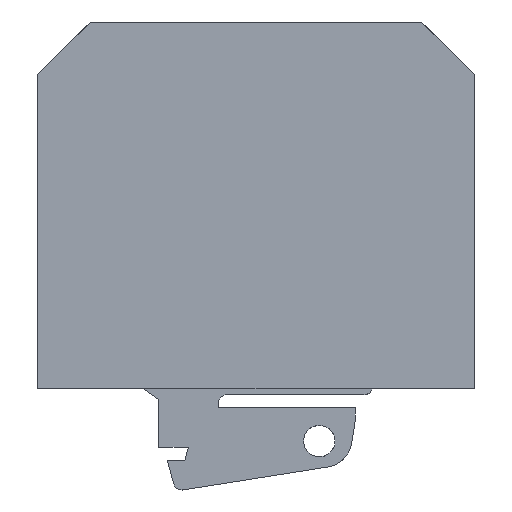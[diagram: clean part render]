
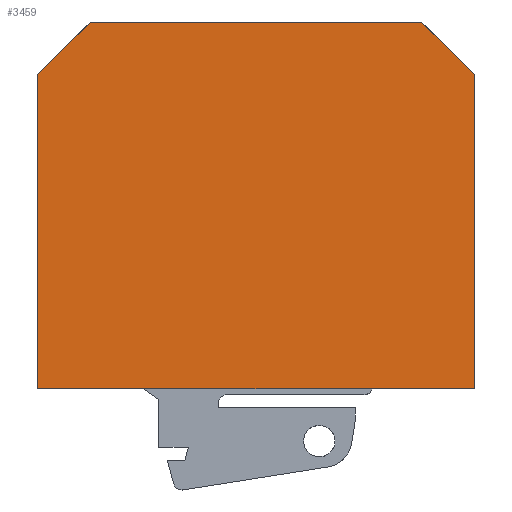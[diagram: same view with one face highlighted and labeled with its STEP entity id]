
A CAD part, left-side view. The second image highlights one B-rep face of the part: STEP entity #3459.
In plain terms, the highlighted planar face has unit normal (-1, 0, 0).
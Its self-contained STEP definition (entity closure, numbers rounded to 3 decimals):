
#3423=AXIS2_PLACEMENT_3D('Plane Axis2P3D',#3420,#3421,#3422) ;
#2276=CARTESIAN_POINT('Vertex',(0.,0.,11.596)) ;
#2279=CARTESIAN_POINT('Line Origine',(0.,25.,11.596)) ;
#2283=CARTESIAN_POINT('Vertex',(0.,50.,11.596)) ;
#3396=CARTESIAN_POINT('Vertex',(0.,0.,47.596)) ;
#3399=CARTESIAN_POINT('Line Origine',(0.,0.,29.596)) ;
#3420=CARTESIAN_POINT('Axis2P3D Location',(0.,0.,0.012)) ;
#3425=CARTESIAN_POINT('Line Origine',(0.,3.,50.596)) ;
#3429=CARTESIAN_POINT('Vertex',(0.,6.,53.596)) ;
#3432=CARTESIAN_POINT('Line Origine',(0.,25.,53.596)) ;
#3436=CARTESIAN_POINT('Vertex',(0.,44.,53.596)) ;
#3439=CARTESIAN_POINT('Line Origine',(0.,47.,50.596)) ;
#3443=CARTESIAN_POINT('Vertex',(0.,50.,47.596)) ;
#3446=CARTESIAN_POINT('Line Origine',(0.,50.,29.596)) ;
#2280=DIRECTION('Vector Direction',(0.,1.,0.)) ;
#3400=DIRECTION('Vector Direction',(0.,0.,-1.)) ;
#3421=DIRECTION('Axis2P3D Direction',(1.,-0.,0.)) ;
#3422=DIRECTION('Axis2P3D XDirection',(0.,0.,-1.)) ;
#3426=DIRECTION('Vector Direction',(0.,-0.707,-0.707)) ;
#3433=DIRECTION('Vector Direction',(0.,-1.,0.)) ;
#3440=DIRECTION('Vector Direction',(0.,-0.707,0.707)) ;
#3447=DIRECTION('Vector Direction',(0.,0.,1.)) ;
#2281=VECTOR('Line Direction',#2280,1.) ;
#3401=VECTOR('Line Direction',#3400,1.) ;
#3427=VECTOR('Line Direction',#3426,1.) ;
#3434=VECTOR('Line Direction',#3433,1.) ;
#3441=VECTOR('Line Direction',#3440,1.) ;
#3448=VECTOR('Line Direction',#3447,1.) ;
#3452=ORIENTED_EDGE('',*,*,#3431,.F.) ;
#3453=ORIENTED_EDGE('',*,*,#3438,.F.) ;
#3454=ORIENTED_EDGE('',*,*,#3445,.F.) ;
#3455=ORIENTED_EDGE('',*,*,#3450,.F.) ;
#3456=ORIENTED_EDGE('',*,*,#2285,.F.) ;
#3457=ORIENTED_EDGE('',*,*,#3403,.F.) ;
#3459=ADVANCED_FACE('Koerper.2',(#3458),#3424,.F.) ;
#2285=EDGE_CURVE('',#2277,#2284,#2282,.T.) ;
#3403=EDGE_CURVE('',#3397,#2277,#3402,.T.) ;
#3431=EDGE_CURVE('',#3430,#3397,#3428,.T.) ;
#3438=EDGE_CURVE('',#3437,#3430,#3435,.T.) ;
#3445=EDGE_CURVE('',#3444,#3437,#3442,.T.) ;
#3450=EDGE_CURVE('',#2284,#3444,#3449,.T.) ;
#3451=EDGE_LOOP('',(#3452,#3453,#3454,#3455,#3456,#3457)) ;
#3458=FACE_OUTER_BOUND('',#3451,.T.) ;
#2282=LINE('Line',#2279,#2281) ;
#3402=LINE('Line',#3399,#3401) ;
#3428=LINE('Line',#3425,#3427) ;
#3435=LINE('Line',#3432,#3434) ;
#3442=LINE('Line',#3439,#3441) ;
#3449=LINE('Line',#3446,#3448) ;
#3424=PLANE('',#3423) ;
#2277=VERTEX_POINT('',#2276) ;
#2284=VERTEX_POINT('',#2283) ;
#3397=VERTEX_POINT('',#3396) ;
#3430=VERTEX_POINT('',#3429) ;
#3437=VERTEX_POINT('',#3436) ;
#3444=VERTEX_POINT('',#3443) ;
